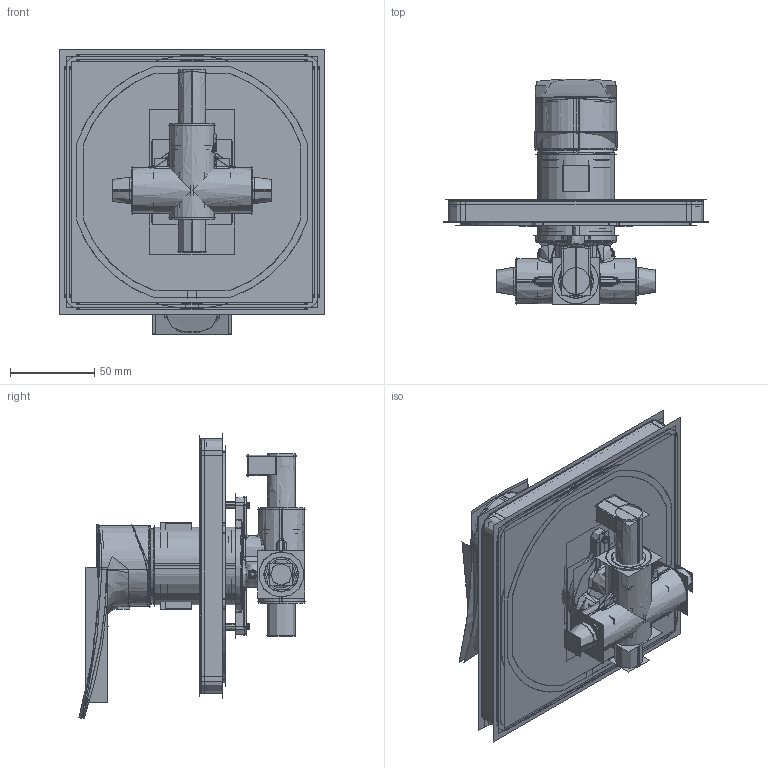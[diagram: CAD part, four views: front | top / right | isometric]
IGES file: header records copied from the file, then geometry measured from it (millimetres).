
Start section:  PTC IGES file: FFAS0922-702500BC0.igs
Global section: file name: FFAS0922-702500BC0.igs; native system: Creo Parametric by PTC Inc.; preprocessor: 2015200; author: 10114211; organization: Unknown; date: 20180814.095610; units: millimetre
Bounding box: 157.04 x 133.87 x 168.91 mm (x, y, z)
Volume: 395247.6 mm3; surface area: 2430662.5 mm2
Topology: 25 solids, 54 shells, 4784 faces, 25835 edges, 33731 vertices
Faces by surface type: bspline 2994, revolution 1762, extrusion 28
